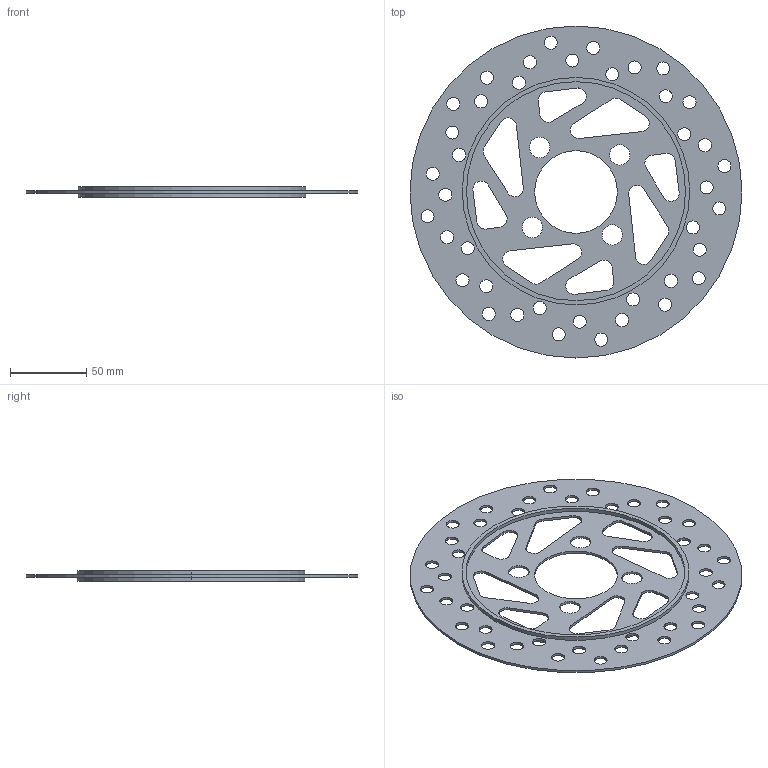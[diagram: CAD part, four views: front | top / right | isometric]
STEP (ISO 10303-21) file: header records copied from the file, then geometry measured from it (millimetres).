
FILE_DESCRIPTION (( 'STEP AP214' ), '1' );
FILE_NAME ('Disk.STEP', '2024-11-17T16:42:32', ( '' ), ( '' ), 'SwSTEP 2.0', 'SolidWorks 2022', '' );
FILE_SCHEMA (( 'AUTOMOTIVE_DESIGN' ));
Length unit declared in the file: metre
Products named in the file (1): Disk
Bounding box: 218.24 x 218.24 x 6.6 mm (x, y, z)
Volume: 50812.1 mm3; surface area: 63253.2 mm2
Topology: 1 solids, 1 shells, 162 faces, 468 edges, 312 vertices
Faces by surface type: cylinder 132, plane 30
Entity records: 5722 total; most frequent: DIRECTION 1058, CARTESIAN_POINT 943, ORIENTED_EDGE 936, EDGE_CURVE 468, AXIS2_PLACEMENT_3D 427, VERTEX_POINT 312, EDGE_LOOP 272, CIRCLE 264
